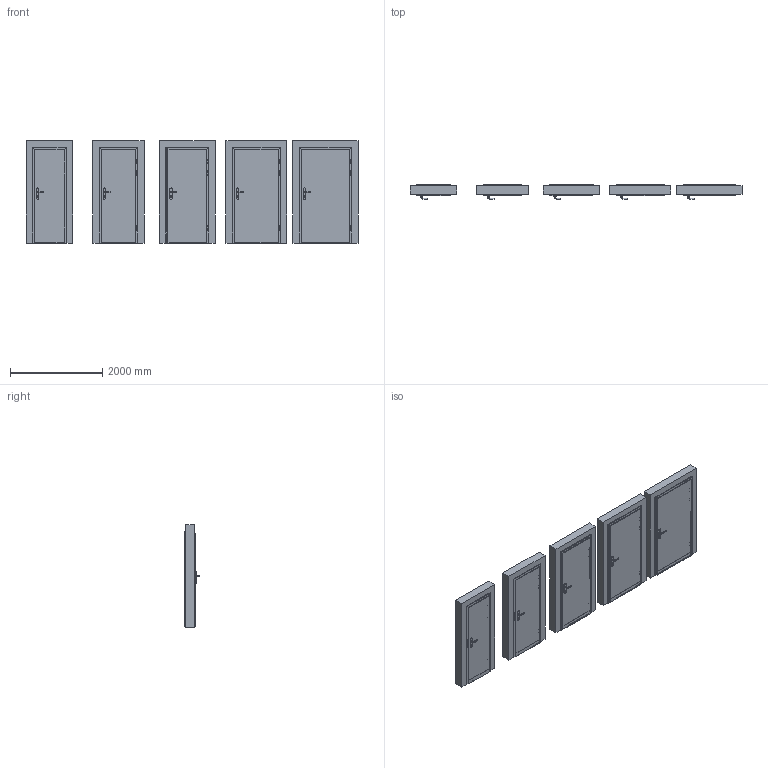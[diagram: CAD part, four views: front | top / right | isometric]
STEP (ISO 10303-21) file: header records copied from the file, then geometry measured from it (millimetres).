
FILE_DESCRIPTION(/* description */ (''),/* implementation_level */ '2;1');
FILE_NAME(/* name */ '050177_A_2-Drzwi akustyczne 27 dB na ościeżnicy Projekt Bis..stp',/* time_stamp */ '2024-09-24T11:06:41+02:00',/* author */ (''),/* organization */ (''),/* preprocessor_version */ 'ST-DEVELOPER v16',/* originating_system */ 'SIEMENS PLM Software NX 11.0',/* authorisation */ '');
FILE_SCHEMA (('AUTOMOTIVE_DESIGN { 1 0 10303 214 3 1 1 1 }'));
Products named in the file (1): bkni1A6807B9b4se
Bounding box: 7215 x 308.45 x 2225.78 mm (x, y, z)
Volume: 1169791090.9 mm3; surface area: 93847519.9 mm2
Topology: 375 solids, 380 shells, 8060 faces, 20259 edges, 13039 vertices
Faces by surface type: plane 4440, cylinder 1805, bspline 1140, cone 245, extrusion 230, sphere 180, torus 20
Full cylindrical faces by diameter (mm): 5 x10, 5.5 x5, 6 x30, 7 x10, 7.8 x15, 8 x105, 13.5 x30, 15 x75, 18 x10, 20 x15, 30 x10
Entity records: 255721 total; most frequent: CARTESIAN_POINT 69195, ORIENTED_EDGE 38620, DIRECTION 34747, EDGE_CURVE 19310, VECTOR 12875, VERTEX_POINT 12835, LINE 12645, AXIS2_PLACEMENT_3D 10936
